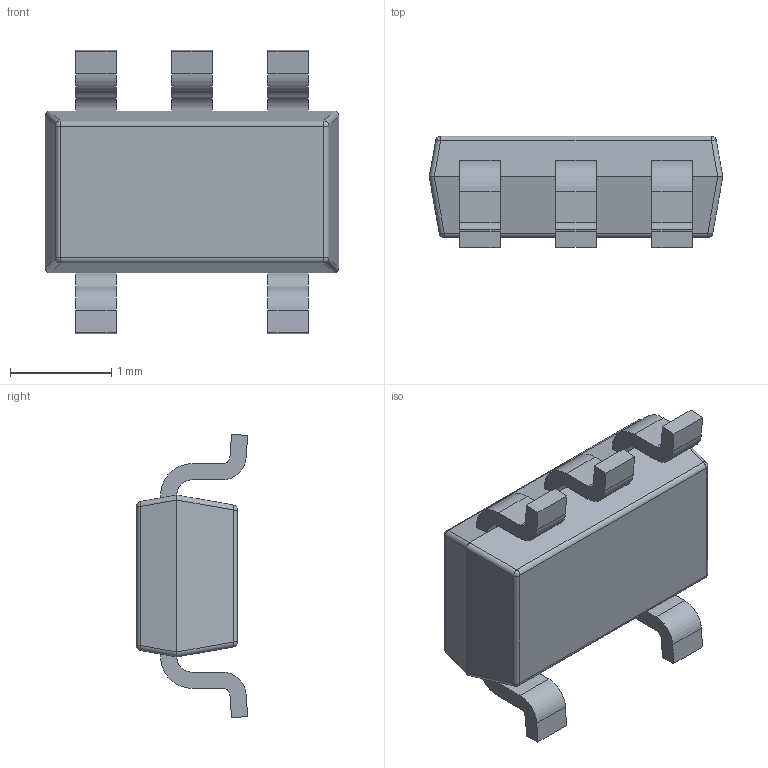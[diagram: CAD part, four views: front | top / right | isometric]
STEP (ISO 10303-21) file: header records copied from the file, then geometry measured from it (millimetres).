
FILE_DESCRIPTION (( 'STEP AP214' ), '1' );
FILE_NAME ('DDC5.STEP', '2020-08-11T09:18:35', ( '' ), ( '' ), 'SwSTEP 2.0', 'SolidWorks 2017', '' );
FILE_SCHEMA (( 'AUTOMOTIVE_DESIGN' ));
Length unit declared in the file: millimetre
Products named in the file (1): DDC5
Bounding box: 2.9 x 1.1 x 2.8 mm (x, y, z)
Volume: 4.6 mm3; surface area: 23.5 mm2
Topology: 7 solids, 7 shells, 106 faces, 249 edges, 150 vertices
Faces by surface type: plane 58, cylinder 40, sphere 8
Entity records: 3029 total; most frequent: DIRECTION 523, CARTESIAN_POINT 510, ORIENTED_EDGE 482, EDGE_CURVE 241, AXIS2_PLACEMENT_3D 179, VECTOR 165, LINE 165, VERTEX_POINT 150
